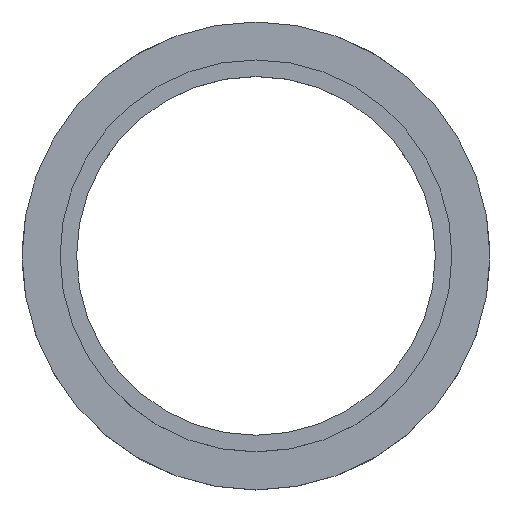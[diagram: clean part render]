
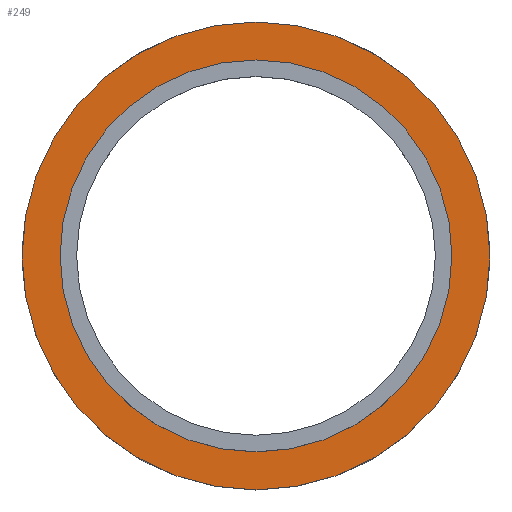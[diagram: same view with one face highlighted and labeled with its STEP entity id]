
A CAD part, top view. The second image highlights one B-rep face of the part: STEP entity #249.
In plain terms, the highlighted planar face has unit normal (0, 0, 1).
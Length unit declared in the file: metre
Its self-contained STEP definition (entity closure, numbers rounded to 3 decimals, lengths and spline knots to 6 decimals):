
#74=ORIENTED_EDGE('',*,*,#102,.F.);
#75=ORIENTED_EDGE('',*,*,#97,.T.);
#97=EDGE_CURVE('',#120,#120,#133,.T.);
#102=EDGE_CURVE('',#125,#125,#136,.T.);
#120=VERTEX_POINT('',#493);
#125=VERTEX_POINT('',#525);
#133=CIRCLE('',#280,0.06);
#136=CIRCLE('',#285,0.05025);
#177=EDGE_LOOP('',(#74));
#178=EDGE_LOOP('',(#75));
#223=FACE_BOUND('',#177,.T.);
#224=FACE_BOUND('',#178,.T.);
#234=PLANE('',#289);
#249=ADVANCED_FACE('',(#223,#224),#234,.T.);
#280=AXIS2_PLACEMENT_3D('',#492,#324,#325);
#285=AXIS2_PLACEMENT_3D('',#524,#334,#335);
#289=AXIS2_PLACEMENT_3D('',#530,#342,#343);
#324=DIRECTION('',(0.,0.,1.));
#325=DIRECTION('',(1.,0.,0.));
#334=DIRECTION('',(0.,0.,1.));
#335=DIRECTION('',(1.,0.,0.));
#342=DIRECTION('',(0.,0.,1.));
#343=DIRECTION('',(1.,0.,0.));
#492=CARTESIAN_POINT('',(0.,0.,0.015));
#493=CARTESIAN_POINT('',(0.06,0.,0.015));
#524=CARTESIAN_POINT('',(0.,0.,0.015));
#525=CARTESIAN_POINT('',(0.05025,0.,0.015));
#530=CARTESIAN_POINT('',(0.,0.,0.015));
